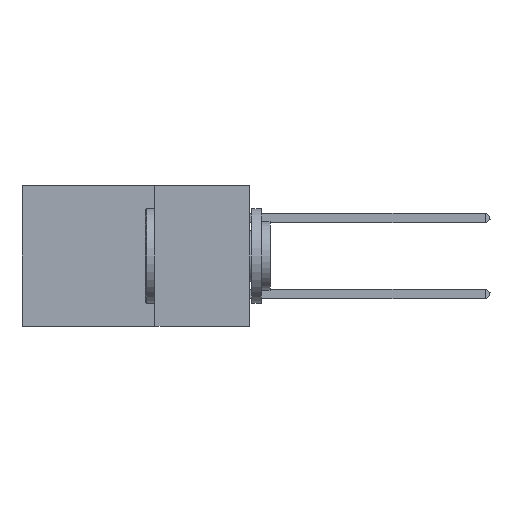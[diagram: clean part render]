
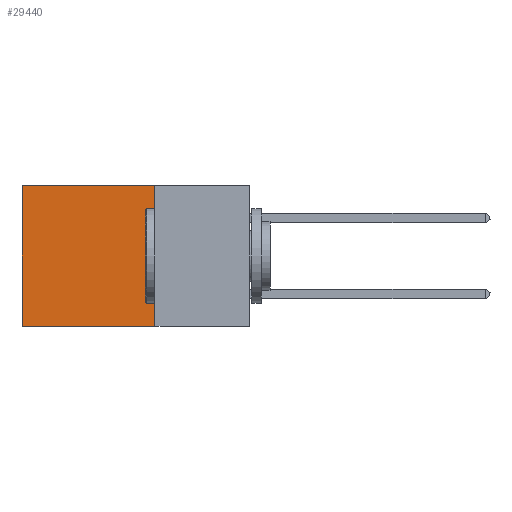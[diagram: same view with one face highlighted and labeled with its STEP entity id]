
A CAD part, left-side view. The second image highlights one B-rep face of the part: STEP entity #29440.
In plain terms, the highlighted planar face has unit normal (-1, 0, 0).
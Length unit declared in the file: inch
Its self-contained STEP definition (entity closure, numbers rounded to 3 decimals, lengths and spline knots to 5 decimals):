
#294 = VERTEX_POINT ( 'NONE', #24594 ) ;
#347 = LINE ( 'NONE', #27710, #24660 ) ;
#1179 = CARTESIAN_POINT ( 'NONE',  ( 0.2875, 0.25, 0. ) ) ;
#2687 = VERTEX_POINT ( 'NONE', #8259 ) ;
#3188 = VECTOR ( 'NONE', #9020, 39.37008 ) ;
#3986 = DIRECTION ( 'NONE',  ( 0., 0., -1. ) ) ;
#4145 = CARTESIAN_POINT ( 'NONE',  ( 0.2875, 0.6, 0. ) ) ;
#5228 = ORIENTED_EDGE ( 'NONE', *, *, #19289, .T. ) ;
#7335 = LINE ( 'NONE', #11338, #18973 ) ;
#8259 = CARTESIAN_POINT ( 'NONE',  ( 0.2875, 0.6, -0.37 ) ) ;
#9020 = DIRECTION ( 'NONE',  ( 0., 1., 0. ) ) ;
#9858 = VECTOR ( 'NONE', #3986, 39.37008 ) ;
#10810 = CARTESIAN_POINT ( 'NONE',  ( 0.2875, 0.25, 0. ) ) ;
#10857 = ORIENTED_EDGE ( 'NONE', *, *, #28888, .F. ) ;
#11338 = CARTESIAN_POINT ( 'NONE',  ( 0.2875, 0.25, -0.37 ) ) ;
#11387 = DIRECTION ( 'NONE',  ( 0., 0., -1. ) ) ;
#13105 = PLANE ( 'NONE',  #23244 ) ;
#13637 = DIRECTION ( 'NONE',  ( 0., 1., 0. ) ) ;
#15449 = DIRECTION ( 'NONE',  ( 0., 0., -1. ) ) ;
#15561 = LINE ( 'NONE', #18259, #3188 ) ;
#15998 = LINE ( 'NONE', #10810, #9858 ) ;
#17150 = EDGE_LOOP ( 'NONE', ( #21772, #10857, #20438, #5228 ) ) ;
#18259 = CARTESIAN_POINT ( 'NONE',  ( 0.2875, 0.25, 0. ) ) ;
#18973 = VECTOR ( 'NONE', #13637, 39.37008 ) ;
#19289 = EDGE_CURVE ( 'NONE', #21682, #21111, #15561, .T. ) ;
#20438 = ORIENTED_EDGE ( 'NONE', *, *, #29460, .F. ) ;
#20573 = EDGE_CURVE ( 'NONE', #21111, #2687, #347, .T. ) ;
#21111 = VERTEX_POINT ( 'NONE', #4145 ) ;
#21682 = VERTEX_POINT ( 'NONE', #1179 ) ;
#21772 = ORIENTED_EDGE ( 'NONE', *, *, #20573, .T. ) ;
#23244 = AXIS2_PLACEMENT_3D ( 'NONE', #27127, #29431, #15449 ) ;
#24594 = CARTESIAN_POINT ( 'NONE',  ( 0.2875, 0.25, -0.37 ) ) ;
#24660 = VECTOR ( 'NONE', #11387, 39.37008 ) ;
#27127 = CARTESIAN_POINT ( 'NONE',  ( 0.2875, 0.25, 0. ) ) ;
#27710 = CARTESIAN_POINT ( 'NONE',  ( 0.2875, 0.6, 0. ) ) ;
#28888 = EDGE_CURVE ( 'NONE', #294, #2687, #7335, .T. ) ;
#29431 = DIRECTION ( 'NONE',  ( 1., 0., 0. ) ) ;
#29440 = ADVANCED_FACE ( 'NONE', ( #29861 ), #13105, .F. ) ;
#29460 = EDGE_CURVE ( 'NONE', #21682, #294, #15998, .T. ) ;
#29861 = FACE_OUTER_BOUND ( 'NONE', #17150, .T. ) ;
